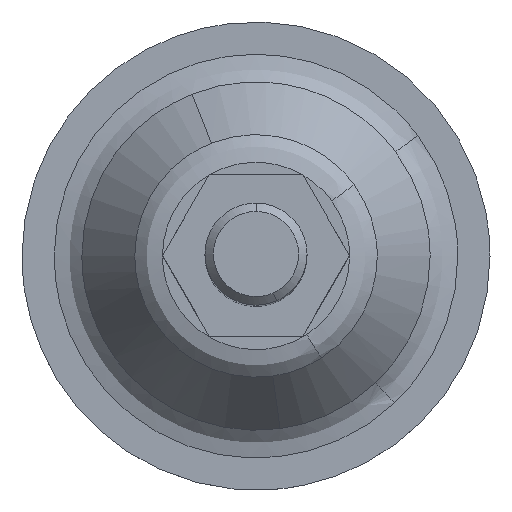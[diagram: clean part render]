
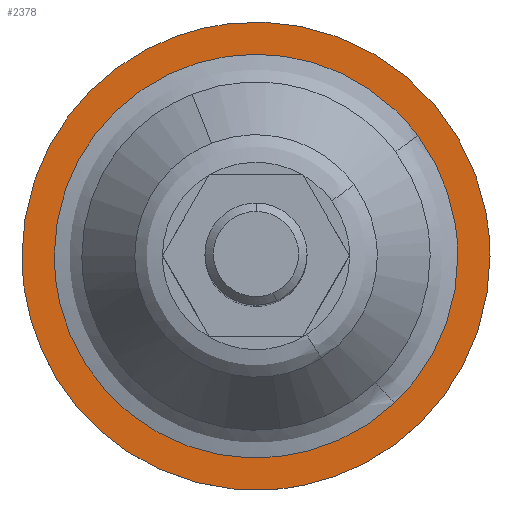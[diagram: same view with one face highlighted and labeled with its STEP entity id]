
A CAD part, top view. The second image highlights one B-rep face of the part: STEP entity #2378.
In plain terms, the highlighted free-form (B-spline) face has degree [1, 1] with [2, 2] control points.
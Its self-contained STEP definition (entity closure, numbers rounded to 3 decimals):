
#1288=CARTESIAN_POINT('',(-3.246,27.308,2.0));
#1289=VERTEX_POINT('',#1288);
#1295=CARTESIAN_POINT('',(27.5,0.0,2.0));
#1296=VERTEX_POINT('',#1295);
#1297=CARTESIAN_POINT('',(-3.246,27.308,2.));
#1298=CARTESIAN_POINT('',(-1.629,27.5,2.));
#1299=CARTESIAN_POINT('',(0.0,27.5,2.0));
#1300=CARTESIAN_POINT('',(27.5,27.5,2.0));
#1301=CARTESIAN_POINT('',(27.5,0.0,2.0));
#1309=(BOUNDED_CURVE()B_SPLINE_CURVE(2,(#1297,#1298,#1299,#1300,#1301),.UNSPECIFIED.,.F.,.U.)B_SPLINE_CURVE_WITH_KNOTS((3,2,3),(0.23,0.25,0.5),.UNSPECIFIED.)CURVE()GEOMETRIC_REPRESENTATION_ITEM()RATIONAL_B_SPLINE_CURVE((0.956,0.976,1.0,0.707,1.0))REPRESENTATION_ITEM(''));
#1310=EDGE_CURVE('',#1289,#1296,#1309,.T.);
#1312=CARTESIAN_POINT('',(1.679,-27.449,2.0));
#1313=VERTEX_POINT('',#1312);
#1314=CARTESIAN_POINT('',(27.5,0.0,2.0));
#1315=CARTESIAN_POINT('',(27.5,-25.869,2.));
#1316=CARTESIAN_POINT('',(1.679,-27.449,2.));
#1324=(BOUNDED_CURVE()B_SPLINE_CURVE(2,(#1314,#1315,#1316),.UNSPECIFIED.,.F.,.U.)B_SPLINE_CURVE_WITH_KNOTS((3,3),(0.5,0.739),.UNSPECIFIED.)CURVE()GEOMETRIC_REPRESENTATION_ITEM()RATIONAL_B_SPLINE_CURVE((1.0,0.72,0.976))REPRESENTATION_ITEM(''));
#1325=EDGE_CURVE('',#1296,#1313,#1324,.T.);
#1403=CARTESIAN_POINT('',(-27.5,0.0,2.0));
#1404=VERTEX_POINT('',#1403);
#1405=CARTESIAN_POINT('',(1.679,-27.449,2.));
#1406=CARTESIAN_POINT('',(0.84,-27.5,2.));
#1407=CARTESIAN_POINT('',(0.0,-27.5,2.0));
#1408=CARTESIAN_POINT('',(-27.5,-27.5,2.0));
#1409=CARTESIAN_POINT('',(-27.5,0.0,2.0));
#1417=(BOUNDED_CURVE()B_SPLINE_CURVE(2,(#1405,#1406,#1407,#1408,#1409),.UNSPECIFIED.,.F.,.U.)B_SPLINE_CURVE_WITH_KNOTS((3,2,3),(0.739,0.75,1.0),.UNSPECIFIED.)CURVE()GEOMETRIC_REPRESENTATION_ITEM()RATIONAL_B_SPLINE_CURVE((0.976,0.988,1.0,0.707,1.0))REPRESENTATION_ITEM(''));
#1418=EDGE_CURVE('',#1313,#1404,#1417,.T.);
#1420=CARTESIAN_POINT('',(-27.5,0.0,2.0));
#1421=CARTESIAN_POINT('',(-27.5,24.425,2.));
#1422=CARTESIAN_POINT('',(-3.246,27.308,2.));
#1430=(BOUNDED_CURVE()B_SPLINE_CURVE(2,(#1420,#1421,#1422),.UNSPECIFIED.,.F.,.U.)B_SPLINE_CURVE_WITH_KNOTS((3,3),(0.0,0.23),.UNSPECIFIED.)CURVE()GEOMETRIC_REPRESENTATION_ITEM()RATIONAL_B_SPLINE_CURVE((1.0,0.731,0.956))REPRESENTATION_ITEM(''));
#1431=EDGE_CURVE('',#1404,#1289,#1430,.T.);
#2030=CARTESIAN_POINT('',(16.281,-17.247,2.));
#2031=VERTEX_POINT('',#2030);
#2032=CARTESIAN_POINT('',(-23.718,0.0,2.0));
#2033=VERTEX_POINT('',#2032);
#2034=CARTESIAN_POINT('',(16.281,-17.247,2.));
#2035=CARTESIAN_POINT('',(9.427,-23.718,2.));
#2036=CARTESIAN_POINT('',(0.0,-23.718,2.0));
#2037=CARTESIAN_POINT('',(-23.718,-23.718,2.0));
#2038=CARTESIAN_POINT('',(-23.718,0.0,2.0));
#2046=(BOUNDED_CURVE()B_SPLINE_CURVE(2,(#2034,#2035,#2036,#2037,#2038),.UNSPECIFIED.,.F.,.U.)B_SPLINE_CURVE_WITH_KNOTS((3,2,3),(0.629,0.75,1.0),.UNSPECIFIED.)CURVE()GEOMETRIC_REPRESENTATION_ITEM()RATIONAL_B_SPLINE_CURVE((0.854,0.859,1.0,0.707,1.0))REPRESENTATION_ITEM(''));
#2047=EDGE_CURVE('',#2031,#2033,#2046,.T.);
#2066=CARTESIAN_POINT('',(19.011,14.181,2.));
#2067=VERTEX_POINT('',#2066);
#2081=CARTESIAN_POINT('',(-23.718,0.0,2.0));
#2082=CARTESIAN_POINT('',(-23.718,23.718,2.0));
#2083=CARTESIAN_POINT('',(0.0,23.718,2.0));
#2084=CARTESIAN_POINT('',(11.898,23.718,2.));
#2085=CARTESIAN_POINT('',(19.011,14.181,2.));
#2093=(BOUNDED_CURVE()B_SPLINE_CURVE(2,(#2081,#2082,#2083,#2084,#2085),.UNSPECIFIED.,.F.,.U.)B_SPLINE_CURVE_WITH_KNOTS((3,2,3),(0.0,0.25,0.397),.UNSPECIFIED.)CURVE()GEOMETRIC_REPRESENTATION_ITEM()RATIONAL_B_SPLINE_CURVE((1.0,0.707,1.0,0.828,0.858))REPRESENTATION_ITEM(''));
#2094=EDGE_CURVE('',#2033,#2067,#2093,.T.);
#2116=CARTESIAN_POINT('',(23.718,0.0,2.0));
#2117=VERTEX_POINT('',#2116);
#2118=CARTESIAN_POINT('',(23.718,0.0,2.0));
#2119=CARTESIAN_POINT('',(23.718,-10.227,2.));
#2120=CARTESIAN_POINT('',(16.281,-17.247,2.));
#2128=(BOUNDED_CURVE()B_SPLINE_CURVE(2,(#2118,#2119,#2120),.UNSPECIFIED.,.F.,.U.)B_SPLINE_CURVE_WITH_KNOTS((3,3),(0.5,0.629),.UNSPECIFIED.)CURVE()GEOMETRIC_REPRESENTATION_ITEM()RATIONAL_B_SPLINE_CURVE((1.0,0.848,0.854))REPRESENTATION_ITEM(''));
#2129=EDGE_CURVE('',#2117,#2031,#2128,.T.);
#2131=CARTESIAN_POINT('',(19.011,14.181,2.));
#2132=CARTESIAN_POINT('',(23.718,7.871,2.));
#2133=CARTESIAN_POINT('',(23.718,0.0,2.0));
#2141=(BOUNDED_CURVE()B_SPLINE_CURVE(2,(#2131,#2132,#2133),.UNSPECIFIED.,.F.,.U.)B_SPLINE_CURVE_WITH_KNOTS((3,3),(0.397,0.5),.UNSPECIFIED.)CURVE()GEOMETRIC_REPRESENTATION_ITEM()RATIONAL_B_SPLINE_CURVE((0.858,0.879,1.0))REPRESENTATION_ITEM(''));
#2142=EDGE_CURVE('',#2067,#2117,#2141,.T.);
#2361=CARTESIAN_POINT('',(30.247,-30.247,2.0));
#2362=CARTESIAN_POINT('',(-30.247,-30.247,2.0));
#2363=CARTESIAN_POINT('',(30.247,30.247,2.0));
#2364=CARTESIAN_POINT('',(-30.247,30.247,2.0));
#2365=B_SPLINE_SURFACE_WITH_KNOTS('',1,1,((#2361,#2363),(#2362,#2364)),.UNSPECIFIED.,.F.,.F.,.U.,(2,2),(2,2),(0.0,60.495),(0.0,60.493),.UNSPECIFIED.);
#2366=ORIENTED_EDGE('',*,*,#1418,.F.);
#2367=ORIENTED_EDGE('',*,*,#1325,.F.);
#2368=ORIENTED_EDGE('',*,*,#1310,.F.);
#2369=ORIENTED_EDGE('',*,*,#1431,.F.);
#2370=EDGE_LOOP('',(#2366,#2367,#2368,#2369));
#2371=FACE_OUTER_BOUND('',#2370,.T.);
#2372=ORIENTED_EDGE('',*,*,#2094,.T.);
#2373=ORIENTED_EDGE('',*,*,#2142,.T.);
#2374=ORIENTED_EDGE('',*,*,#2129,.T.);
#2375=ORIENTED_EDGE('',*,*,#2047,.T.);
#2376=EDGE_LOOP('',(#2372,#2373,#2374,#2375));
#2377=FACE_BOUND('',#2376,.T.);
#2378=ADVANCED_FACE('',(#2371,#2377),#2365,.F.);
